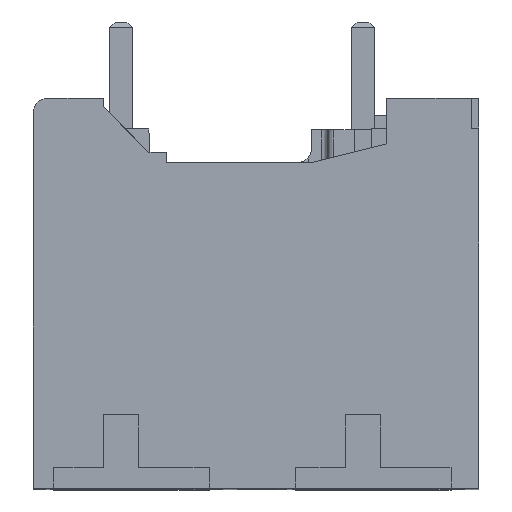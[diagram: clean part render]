
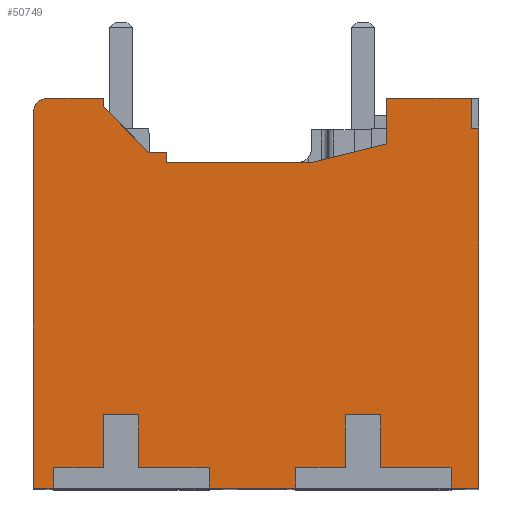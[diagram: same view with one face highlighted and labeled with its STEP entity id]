
A CAD part, top view. The second image highlights one B-rep face of the part: STEP entity #50749.
In plain terms, the highlighted planar face has unit normal (0, 0, 1).
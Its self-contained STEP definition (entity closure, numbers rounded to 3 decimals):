
#14043=DIRECTION('',(1.,0.,0.));
#14044=VECTOR('',#14043,4.959);
#14045=CARTESIAN_POINT('',(1.546,11.1,9.2));
#14046=LINE('',#14045,#14044);
#14649=DIRECTION('',(0.,-1.,0.));
#14650=VECTOR('',#14649,12.25);
#14651=CARTESIAN_POINT('',(12.2,12.25,9.2));
#14652=LINE('',#14651,#14650);
#14713=DIRECTION('',(-0.707,-0.707,0.));
#14714=VECTOR('',#14713,0.039);
#14715=CARTESIAN_POINT('',(9.059,11.759,9.2));
#14716=LINE('',#14715,#14714);
#14717=DIRECTION('',(0.,-1.,0.));
#14718=VECTOR('',#14717,1.541);
#14719=CARTESIAN_POINT('',(9.059,13.3,9.2));
#14720=LINE('',#14719,#14718);
#14721=DIRECTION('',(-1.,0.,0.));
#14722=VECTOR('',#14721,2.878);
#14723=CARTESIAN_POINT('',(11.938,13.3,9.2));
#14724=LINE('',#14723,#14722);
#14725=DIRECTION('',(0.,1.,0.));
#14726=VECTOR('',#14725,1.05);
#14727=CARTESIAN_POINT('',(11.938,12.25,9.2));
#14728=LINE('',#14727,#14726);
#14729=DIRECTION('',(1.,0.,0.));
#14730=VECTOR('',#14729,0.95);
#14731=CARTESIAN_POINT('',(11.25,0.,9.2));
#14732=LINE('',#14731,#14730);
#14733=DIRECTION('',(0.,-1.,0.));
#14734=VECTOR('',#14733,0.7);
#14735=CARTESIAN_POINT('',(11.25,0.7,9.2));
#14736=LINE('',#14735,#14734);
#14737=DIRECTION('',(0.,-1.,0.));
#14738=VECTOR('',#14737,1.8);
#14739=CARTESIAN_POINT('',(8.85,2.5,9.2));
#14740=LINE('',#14739,#14738);
#14741=DIRECTION('',(1.,0.,0.));
#14742=VECTOR('',#14741,2.95);
#14743=CARTESIAN_POINT('',(3.,0.,9.2));
#14744=LINE('',#14743,#14742);
#14745=DIRECTION('',(0.,-1.,0.));
#14746=VECTOR('',#14745,0.7);
#14747=CARTESIAN_POINT('',(3.,0.7,9.2));
#14748=LINE('',#14747,#14746);
#14749=DIRECTION('',(0.,-1.,0.));
#14750=VECTOR('',#14749,1.8);
#14751=CARTESIAN_POINT('',(0.6,2.5,9.2));
#14752=LINE('',#14751,#14750);
#14753=DIRECTION('',(1.,0.,0.));
#14754=VECTOR('',#14753,0.7);
#14755=CARTESIAN_POINT('',(-3.,0.,9.2));
#14756=LINE('',#14755,#14754);
#14757=CARTESIAN_POINT('',(-2.5,12.8,9.2));
#14758=DIRECTION('',(0.,0.,1.));
#14759=DIRECTION('',(0.,1.,0.));
#14760=AXIS2_PLACEMENT_3D('',#14757,#14758,#14759);
#14762=DIRECTION('',(-1.,0.,0.));
#14763=VECTOR('',#14762,1.895);
#14764=CARTESIAN_POINT('',(-0.605,13.3,9.2));
#14765=LINE('',#14764,#14763);
#14766=DIRECTION('',(0.,1.,0.));
#14767=VECTOR('',#14766,0.295);
#14768=CARTESIAN_POINT('',(-0.605,13.005,9.2));
#14769=LINE('',#14768,#14767);
#14770=DIRECTION('',(-0.707,0.707,0.));
#14771=VECTOR('',#14770,2.199);
#14772=CARTESIAN_POINT('',(0.949,11.451,9.2));
#14773=LINE('',#14772,#14771);
#14774=DIRECTION('',(-1.,0.,0.));
#14775=VECTOR('',#14774,0.596);
#14776=CARTESIAN_POINT('',(1.546,11.451,9.2));
#14777=LINE('',#14776,#14775);
#14778=DIRECTION('',(0.,1.,0.));
#14779=VECTOR('',#14778,0.351);
#14780=CARTESIAN_POINT('',(1.546,11.1,9.2));
#14781=LINE('',#14780,#14779);
#14782=DIRECTION('',(-0.97,-0.243,0.));
#14783=VECTOR('',#14782,2.604);
#14784=CARTESIAN_POINT('',(9.032,11.732,9.2));
#14785=LINE('',#14784,#14783);
#17268=DIRECTION('',(1.,0.,0.));
#17269=VECTOR('',#17268,0.262);
#17270=CARTESIAN_POINT('',(11.938,12.25,9.2));
#17271=LINE('',#17270,#17269);
#17284=DIRECTION('',(-1.,0.,0.));
#17285=VECTOR('',#17284,2.4);
#17286=CARTESIAN_POINT('',(11.25,0.7,9.2));
#17287=LINE('',#17286,#17285);
#17332=DIRECTION('',(-1.,0.,0.));
#17333=VECTOR('',#17332,1.7);
#17334=CARTESIAN_POINT('',(7.65,0.7,9.2));
#17335=LINE('',#17334,#17333);
#17336=DIRECTION('',(0.,-1.,0.));
#17337=VECTOR('',#17336,1.8);
#17338=CARTESIAN_POINT('',(7.65,2.5,9.2));
#17339=LINE('',#17338,#17337);
#17344=DIRECTION('',(-1.,0.,0.));
#17345=VECTOR('',#17344,1.2);
#17346=CARTESIAN_POINT('',(8.85,2.5,9.2));
#17347=LINE('',#17346,#17345);
#17352=DIRECTION('',(0.,-1.,0.));
#17353=VECTOR('',#17352,0.7);
#17354=CARTESIAN_POINT('',(5.95,0.7,9.2));
#17355=LINE('',#17354,#17353);
#17364=DIRECTION('',(-1.,0.,0.));
#17365=VECTOR('',#17364,2.4);
#17366=CARTESIAN_POINT('',(3.,0.7,9.2));
#17367=LINE('',#17366,#17365);
#17412=DIRECTION('',(-1.,0.,0.));
#17413=VECTOR('',#17412,1.7);
#17414=CARTESIAN_POINT('',(-0.6,0.7,9.2));
#17415=LINE('',#17414,#17413);
#17416=DIRECTION('',(0.,-1.,0.));
#17417=VECTOR('',#17416,1.8);
#17418=CARTESIAN_POINT('',(-0.6,2.5,9.2));
#17419=LINE('',#17418,#17417);
#17424=DIRECTION('',(-1.,0.,0.));
#17425=VECTOR('',#17424,1.2);
#17426=CARTESIAN_POINT('',(0.6,2.5,9.2));
#17427=LINE('',#17426,#17425);
#17432=DIRECTION('',(0.,-1.,0.));
#17433=VECTOR('',#17432,0.7);
#17434=CARTESIAN_POINT('',(-2.3,0.7,9.2));
#17435=LINE('',#17434,#17433);
#17440=DIRECTION('',(0.,1.,0.));
#17441=VECTOR('',#17440,12.8);
#17442=CARTESIAN_POINT('',(-3.,0.,9.2));
#17443=LINE('',#17442,#17441);
#27593=CARTESIAN_POINT('',(11.25,0.,9.2));
#27594=CARTESIAN_POINT('',(12.2,0.,9.2));
#27595=VERTEX_POINT('',#27593);
#27596=VERTEX_POINT('',#27594);
#27601=CARTESIAN_POINT('',(5.95,0.,9.2));
#27602=VERTEX_POINT('',#27601);
#27603=CARTESIAN_POINT('',(3.,0.,9.2));
#27604=VERTEX_POINT('',#27603);
#27609=CARTESIAN_POINT('',(-2.3,0.,9.2));
#27610=VERTEX_POINT('',#27609);
#27611=CARTESIAN_POINT('',(-3.,0.,9.2));
#27612=VERTEX_POINT('',#27611);
#29429=CARTESIAN_POINT('',(12.2,12.25,9.2));
#29430=VERTEX_POINT('',#29429);
#29437=CARTESIAN_POINT('',(11.938,13.3,9.2));
#29438=CARTESIAN_POINT('',(9.059,13.3,9.2));
#29439=VERTEX_POINT('',#29437);
#29440=VERTEX_POINT('',#29438);
#29489=CARTESIAN_POINT('',(9.059,11.759,9.2));
#29490=VERTEX_POINT('',#29489);
#29627=CARTESIAN_POINT('',(1.546,11.1,9.2));
#29628=VERTEX_POINT('',#29627);
#29629=CARTESIAN_POINT('',(6.505,11.1,9.2));
#29630=VERTEX_POINT('',#29629);
#29725=CARTESIAN_POINT('',(1.546,11.451,9.2));
#29726=VERTEX_POINT('',#29725);
#29845=CARTESIAN_POINT('',(0.949,11.451,9.2));
#29846=VERTEX_POINT('',#29845);
#29881=CARTESIAN_POINT('',(-0.605,13.005,9.2));
#29882=CARTESIAN_POINT('',(-0.605,13.3,9.2));
#29883=VERTEX_POINT('',#29881);
#29884=VERTEX_POINT('',#29882);
#29965=CARTESIAN_POINT('',(-2.5,13.3,9.2));
#29966=VERTEX_POINT('',#29965);
#30058=CARTESIAN_POINT('',(-3.,12.8,9.2));
#30060=VERTEX_POINT('',#30058);
#30061=CARTESIAN_POINT('',(9.032,11.732,9.2));
#30062=VERTEX_POINT('',#30061);
#30063=CARTESIAN_POINT('',(-2.3,0.7,9.2));
#30064=VERTEX_POINT('',#30063);
#30065=CARTESIAN_POINT('',(-0.6,0.7,9.2));
#30066=VERTEX_POINT('',#30065);
#30067=CARTESIAN_POINT('',(-0.6,2.5,9.2));
#30068=VERTEX_POINT('',#30067);
#30069=CARTESIAN_POINT('',(0.6,2.5,9.2));
#30070=VERTEX_POINT('',#30069);
#30071=CARTESIAN_POINT('',(0.6,0.7,9.2));
#30072=VERTEX_POINT('',#30071);
#30073=CARTESIAN_POINT('',(3.,0.7,9.2));
#30074=VERTEX_POINT('',#30073);
#30075=CARTESIAN_POINT('',(5.95,0.7,9.2));
#30076=VERTEX_POINT('',#30075);
#30077=CARTESIAN_POINT('',(7.65,0.7,9.2));
#30078=VERTEX_POINT('',#30077);
#30079=CARTESIAN_POINT('',(7.65,2.5,9.2));
#30080=VERTEX_POINT('',#30079);
#30081=CARTESIAN_POINT('',(8.85,2.5,9.2));
#30082=VERTEX_POINT('',#30081);
#30083=CARTESIAN_POINT('',(8.85,0.7,9.2));
#30084=VERTEX_POINT('',#30083);
#30085=CARTESIAN_POINT('',(11.25,0.7,9.2));
#30086=VERTEX_POINT('',#30085);
#30087=CARTESIAN_POINT('',(11.938,12.25,9.2));
#30088=VERTEX_POINT('',#30087);
#50689=CARTESIAN_POINT('',(0.,0.,9.2));
#50690=DIRECTION('',(0.,0.,1.));
#50691=DIRECTION('',(1.,0.,0.));
#50692=AXIS2_PLACEMENT_3D('',#50689,#50690,#50691);
#50693=PLANE('',#50692);
#50695=ORIENTED_EDGE('',*,*,#50694,.F.);
#50696=ORIENTED_EDGE('',*,*,#50436,.F.);
#50697=ORIENTED_EDGE('',*,*,#50567,.F.);
#50699=ORIENTED_EDGE('',*,*,#50698,.F.);
#50701=ORIENTED_EDGE('',*,*,#50700,.T.);
#50702=ORIENTED_EDGE('',*,*,#50617,.T.);
#50703=ORIENTED_EDGE('',*,*,#31072,.F.);
#50705=ORIENTED_EDGE('',*,*,#50704,.F.);
#50707=ORIENTED_EDGE('',*,*,#50706,.T.);
#50709=ORIENTED_EDGE('',*,*,#50708,.F.);
#50711=ORIENTED_EDGE('',*,*,#50710,.T.);
#50713=ORIENTED_EDGE('',*,*,#50712,.T.);
#50715=ORIENTED_EDGE('',*,*,#50714,.T.);
#50717=ORIENTED_EDGE('',*,*,#50716,.T.);
#50718=ORIENTED_EDGE('',*,*,#31064,.F.);
#50720=ORIENTED_EDGE('',*,*,#50719,.F.);
#50722=ORIENTED_EDGE('',*,*,#50721,.T.);
#50724=ORIENTED_EDGE('',*,*,#50723,.F.);
#50726=ORIENTED_EDGE('',*,*,#50725,.T.);
#50728=ORIENTED_EDGE('',*,*,#50727,.T.);
#50730=ORIENTED_EDGE('',*,*,#50729,.T.);
#50732=ORIENTED_EDGE('',*,*,#50731,.T.);
#50733=ORIENTED_EDGE('',*,*,#31056,.F.);
#50735=ORIENTED_EDGE('',*,*,#50734,.T.);
#50737=ORIENTED_EDGE('',*,*,#50736,.F.);
#50738=ORIENTED_EDGE('',*,*,#49351,.F.);
#50739=ORIENTED_EDGE('',*,*,#49494,.F.);
#50741=ORIENTED_EDGE('',*,*,#50740,.F.);
#50742=ORIENTED_EDGE('',*,*,#49652,.F.);
#50743=ORIENTED_EDGE('',*,*,#49927,.F.);
#50744=ORIENTED_EDGE('',*,*,#50062,.T.);
#50746=ORIENTED_EDGE('',*,*,#50745,.F.);
#50747=EDGE_LOOP('',(#50695,#50696,#50697,#50699,#50701,#50702,#50703,#50705,
#50707,#50709,#50711,#50713,#50715,#50717,#50718,#50720,#50722,#50724,#50726,
#50728,#50730,#50732,#50733,#50735,#50737,#50738,#50739,#50741,#50742,#50743,
#50744,#50746));
#50748=FACE_OUTER_BOUND('',#50747,.F.);
#14761=CIRCLE('',#14760,0.5);
#31056=EDGE_CURVE('',#27612,#27610,#14756,.T.);
#31064=EDGE_CURVE('',#27604,#27602,#14744,.T.);
#31072=EDGE_CURVE('',#27595,#27596,#14732,.T.);
#49351=EDGE_CURVE('',#29884,#29966,#14765,.T.);
#49494=EDGE_CURVE('',#29883,#29884,#14769,.T.);
#49652=EDGE_CURVE('',#29726,#29846,#14777,.T.);
#49927=EDGE_CURVE('',#29628,#29726,#14781,.T.);
#50062=EDGE_CURVE('',#29628,#29630,#14046,.T.);
#50436=EDGE_CURVE('',#29440,#29490,#14720,.T.);
#50567=EDGE_CURVE('',#29439,#29440,#14724,.T.);
#50617=EDGE_CURVE('',#29430,#27596,#14652,.T.);
#50694=EDGE_CURVE('',#29490,#30062,#14716,.T.);
#50698=EDGE_CURVE('',#30088,#29439,#14728,.T.);
#50700=EDGE_CURVE('',#30088,#29430,#17271,.T.);
#50704=EDGE_CURVE('',#30086,#27595,#14736,.T.);
#50706=EDGE_CURVE('',#30086,#30084,#17287,.T.);
#50708=EDGE_CURVE('',#30082,#30084,#14740,.T.);
#50710=EDGE_CURVE('',#30082,#30080,#17347,.T.);
#50712=EDGE_CURVE('',#30080,#30078,#17339,.T.);
#50714=EDGE_CURVE('',#30078,#30076,#17335,.T.);
#50716=EDGE_CURVE('',#30076,#27602,#17355,.T.);
#50719=EDGE_CURVE('',#30074,#27604,#14748,.T.);
#50721=EDGE_CURVE('',#30074,#30072,#17367,.T.);
#50723=EDGE_CURVE('',#30070,#30072,#14752,.T.);
#50725=EDGE_CURVE('',#30070,#30068,#17427,.T.);
#50727=EDGE_CURVE('',#30068,#30066,#17419,.T.);
#50729=EDGE_CURVE('',#30066,#30064,#17415,.T.);
#50731=EDGE_CURVE('',#30064,#27610,#17435,.T.);
#50734=EDGE_CURVE('',#27612,#30060,#17443,.T.);
#50736=EDGE_CURVE('',#29966,#30060,#14761,.T.);
#50740=EDGE_CURVE('',#29846,#29883,#14773,.T.);
#50745=EDGE_CURVE('',#30062,#29630,#14785,.T.);
#50749=ADVANCED_FACE('',(#50748),#50693,.T.);
